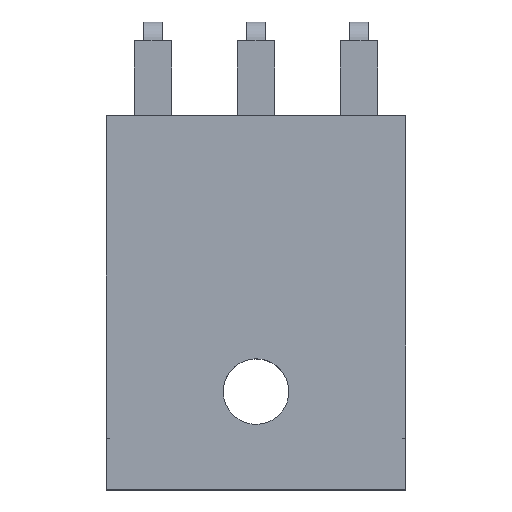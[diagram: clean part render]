
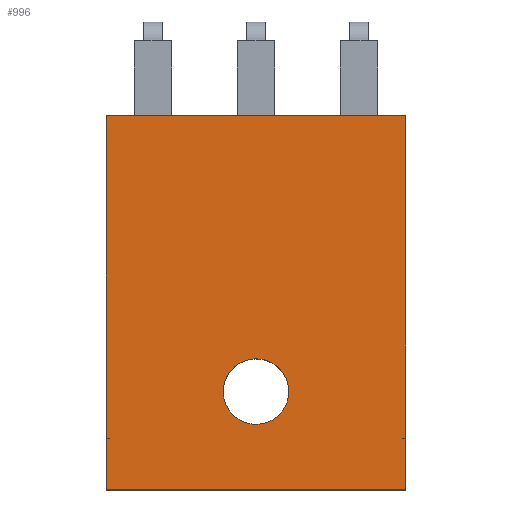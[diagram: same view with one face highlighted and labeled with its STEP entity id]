
A CAD part, top view. The second image highlights one B-rep face of the part: STEP entity #996.
In plain terms, the highlighted planar face has unit normal (0, 0, 1).
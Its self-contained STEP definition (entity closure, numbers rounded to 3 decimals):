
#390=CARTESIAN_POINT('Vertex',(2.,0.,2.2)) ;
#406=CARTESIAN_POINT('Vertex',(-14.,0.,2.2)) ;
#409=CARTESIAN_POINT('Line Origine',(-6.,0.,2.2)) ;
#728=CARTESIAN_POINT('Vertex',(2.,-17.245,2.2)) ;
#752=CARTESIAN_POINT('Line Origine',(2.,-5.568,2.2)) ;
#756=CARTESIAN_POINT('Vertex',(2.,-11.137,2.2)) ;
#759=CARTESIAN_POINT('Line Origine',(2.,-14.191,2.2)) ;
#869=CARTESIAN_POINT('Line Origine',(-14.,-5.842,2.2)) ;
#873=CARTESIAN_POINT('Vertex',(-14.,-11.685,2.2)) ;
#894=CARTESIAN_POINT('Vertex',(-14.,-17.245,2.2)) ;
#897=CARTESIAN_POINT('Line Origine',(-14.,-14.465,2.2)) ;
#912=CARTESIAN_POINT('Axis2P3D Location',(2.,0.,2.2)) ;
#917=CARTESIAN_POINT('Line Origine',(-13.924,-17.245,2.2)) ;
#921=CARTESIAN_POINT('Vertex',(-13.848,-17.245,2.2)) ;
#924=CARTESIAN_POINT('Axis2P3D Location',(-14.,-14.75,2.2)) ;
#928=CARTESIAN_POINT('Vertex',(-14.,-17.25,2.2)) ;
#931=CARTESIAN_POINT('Line Origine',(-14.,-18.625,2.2)) ;
#935=CARTESIAN_POINT('Vertex',(-14.,-20.,2.2)) ;
#938=CARTESIAN_POINT('Line Origine',(-6.,-20.,2.2)) ;
#942=CARTESIAN_POINT('Vertex',(2.,-20.,2.2)) ;
#945=CARTESIAN_POINT('Line Origine',(2.,-18.625,2.2)) ;
#949=CARTESIAN_POINT('Vertex',(2.,-17.25,2.2)) ;
#952=CARTESIAN_POINT('Axis2P3D Location',(2.,-14.75,2.2)) ;
#956=CARTESIAN_POINT('Vertex',(1.848,-17.245,2.2)) ;
#959=CARTESIAN_POINT('Line Origine',(1.924,-17.245,2.2)) ;
#978=CARTESIAN_POINT('Axis2P3D Location',(-6.,-14.75,2.2)) ;
#982=CARTESIAN_POINT('Vertex',(-7.536,-13.911,2.2)) ;
#984=CARTESIAN_POINT('Vertex',(-4.464,-15.589,2.2)) ;
#987=CARTESIAN_POINT('Axis2P3D Location',(-6.,-14.75,2.2)) ;
#410=DIRECTION('Vector Direction',(-1.,0.,0.)) ;
#753=DIRECTION('Vector Direction',(0.,-1.,0.)) ;
#760=DIRECTION('Vector Direction',(0.,-1.,0.)) ;
#870=DIRECTION('Vector Direction',(0.,-1.,0.)) ;
#898=DIRECTION('Vector Direction',(0.,-1.,0.)) ;
#913=DIRECTION('Axis2P3D Direction',(0.,0.,1.)) ;
#914=DIRECTION('Axis2P3D XDirection',(-1.,0.,0.)) ;
#918=DIRECTION('Vector Direction',(1.,0.,0.)) ;
#925=DIRECTION('Axis2P3D Direction',(0.,0.,1.)) ;
#932=DIRECTION('Vector Direction',(0.,-1.,0.)) ;
#939=DIRECTION('Vector Direction',(-1.,0.,0.)) ;
#946=DIRECTION('Vector Direction',(0.,-1.,0.)) ;
#953=DIRECTION('Axis2P3D Direction',(0.,0.,1.)) ;
#960=DIRECTION('Vector Direction',(1.,0.,0.)) ;
#979=DIRECTION('Axis2P3D Direction',(0.,0.,1.)) ;
#988=DIRECTION('Axis2P3D Direction',(0.,0.,1.)) ;
#915=AXIS2_PLACEMENT_3D('Plane Axis2P3D',#912,#913,#914) ;
#926=AXIS2_PLACEMENT_3D('Circle Axis2P3D',#924,#925,$) ;
#954=AXIS2_PLACEMENT_3D('Circle Axis2P3D',#952,#953,$) ;
#980=AXIS2_PLACEMENT_3D('Circle Axis2P3D',#978,#979,$) ;
#989=AXIS2_PLACEMENT_3D('Circle Axis2P3D',#987,#988,$) ;
#965=ORIENTED_EDGE('',*,*,#901,.T.) ;
#966=ORIENTED_EDGE('',*,*,#923,.T.) ;
#967=ORIENTED_EDGE('',*,*,#930,.F.) ;
#968=ORIENTED_EDGE('',*,*,#937,.T.) ;
#969=ORIENTED_EDGE('',*,*,#944,.T.) ;
#970=ORIENTED_EDGE('',*,*,#951,.F.) ;
#971=ORIENTED_EDGE('',*,*,#958,.F.) ;
#972=ORIENTED_EDGE('',*,*,#963,.T.) ;
#973=ORIENTED_EDGE('',*,*,#763,.T.) ;
#974=ORIENTED_EDGE('',*,*,#758,.F.) ;
#975=ORIENTED_EDGE('',*,*,#413,.F.) ;
#976=ORIENTED_EDGE('',*,*,#875,.T.) ;
#993=ORIENTED_EDGE('',*,*,#986,.F.) ;
#994=ORIENTED_EDGE('',*,*,#991,.F.) ;
#995=FACE_BOUND('',#992,.T.) ;
#411=VECTOR('Line Direction',#410,1.) ;
#754=VECTOR('Line Direction',#753,1.) ;
#761=VECTOR('Line Direction',#760,1.) ;
#871=VECTOR('Line Direction',#870,1.) ;
#899=VECTOR('Line Direction',#898,1.) ;
#919=VECTOR('Line Direction',#918,1.) ;
#933=VECTOR('Line Direction',#932,1.) ;
#940=VECTOR('Line Direction',#939,1.) ;
#947=VECTOR('Line Direction',#946,1.) ;
#961=VECTOR('Line Direction',#960,1.) ;
#996=ADVANCED_FACE('PartBody',(#977,#995),#916,.T.) ;
#927=CIRCLE('generated circle',#926,2.5) ;
#955=CIRCLE('generated circle',#954,2.5) ;
#981=CIRCLE('generated circle',#980,1.75) ;
#990=CIRCLE('generated circle',#989,1.75) ;
#413=EDGE_CURVE('',#407,#391,#412,.F.) ;
#758=EDGE_CURVE('',#391,#757,#755,.T.) ;
#763=EDGE_CURVE('',#729,#757,#762,.F.) ;
#875=EDGE_CURVE('',#407,#874,#872,.T.) ;
#901=EDGE_CURVE('',#874,#895,#900,.T.) ;
#923=EDGE_CURVE('',#895,#922,#920,.T.) ;
#930=EDGE_CURVE('',#929,#922,#927,.T.) ;
#937=EDGE_CURVE('',#929,#936,#934,.T.) ;
#944=EDGE_CURVE('',#936,#943,#941,.F.) ;
#951=EDGE_CURVE('',#950,#943,#948,.T.) ;
#958=EDGE_CURVE('',#957,#950,#955,.T.) ;
#963=EDGE_CURVE('',#957,#729,#962,.T.) ;
#986=EDGE_CURVE('',#983,#985,#981,.T.) ;
#991=EDGE_CURVE('',#985,#983,#990,.T.) ;
#964=EDGE_LOOP('',(#965,#966,#967,#968,#969,#970,#971,#972,#973,#974,#975,#976)) ;
#992=EDGE_LOOP('',(#993,#994)) ;
#977=FACE_OUTER_BOUND('',#964,.T.) ;
#412=LINE('Line',#409,#411) ;
#755=LINE('Line',#752,#754) ;
#762=LINE('Line',#759,#761) ;
#872=LINE('Line',#869,#871) ;
#900=LINE('Line',#897,#899) ;
#920=LINE('Line',#917,#919) ;
#934=LINE('Line',#931,#933) ;
#941=LINE('Line',#938,#940) ;
#948=LINE('Line',#945,#947) ;
#962=LINE('Line',#959,#961) ;
#916=PLANE('Plane',#915) ;
#391=VERTEX_POINT('',#390) ;
#407=VERTEX_POINT('',#406) ;
#729=VERTEX_POINT('',#728) ;
#757=VERTEX_POINT('',#756) ;
#874=VERTEX_POINT('',#873) ;
#895=VERTEX_POINT('',#894) ;
#922=VERTEX_POINT('',#921) ;
#929=VERTEX_POINT('',#928) ;
#936=VERTEX_POINT('',#935) ;
#943=VERTEX_POINT('',#942) ;
#950=VERTEX_POINT('',#949) ;
#957=VERTEX_POINT('',#956) ;
#983=VERTEX_POINT('',#982) ;
#985=VERTEX_POINT('',#984) ;
